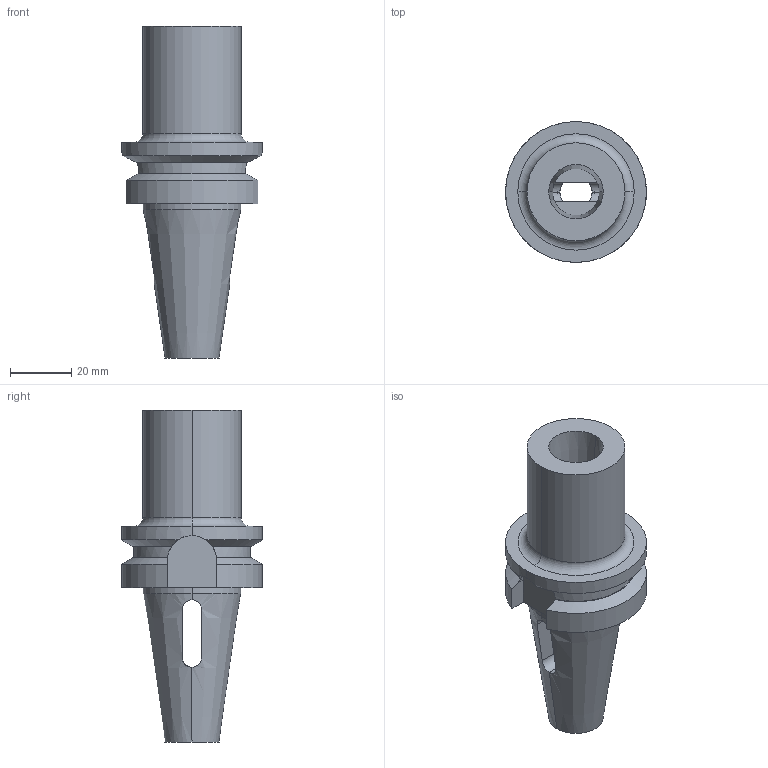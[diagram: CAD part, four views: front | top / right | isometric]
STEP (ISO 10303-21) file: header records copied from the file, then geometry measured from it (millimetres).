
FILE_DESCRIPTION (( 'STEP AP203' ), '1' );
FILE_NAME ('STP-5010-465-002-060-0(17006).STEP', '2021-06-23T01:57:26', ( '' ), ( '' ), 'SwSTEP 2.0', 'SolidWorks 2017', '' );
FILE_SCHEMA (( 'CONFIG_CONTROL_DESIGN' ));
Length unit declared in the file: millimetre
Products named in the file (1): STP-5010-465-002-060-0(17006)
Bounding box: 46 x 46 x 108.4 mm (x, y, z)
Volume: 63120.9 mm3; surface area: 19009.4 mm2
Topology: 1 solids, 1 shells, 60 faces, 162 edges, 105 vertices
Faces by surface type: cylinder 27, plane 21, cone 10, torus 2
Entity records: 2286 total; most frequent: CARTESIAN_POINT 722, ORIENTED_EDGE 324, DIRECTION 295, EDGE_CURVE 162, AXIS2_PLACEMENT_3D 114, VERTEX_POINT 105, VECTOR 67, LINE 67
